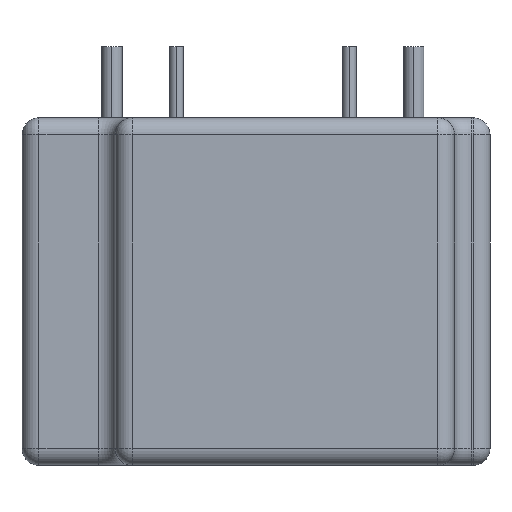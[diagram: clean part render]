
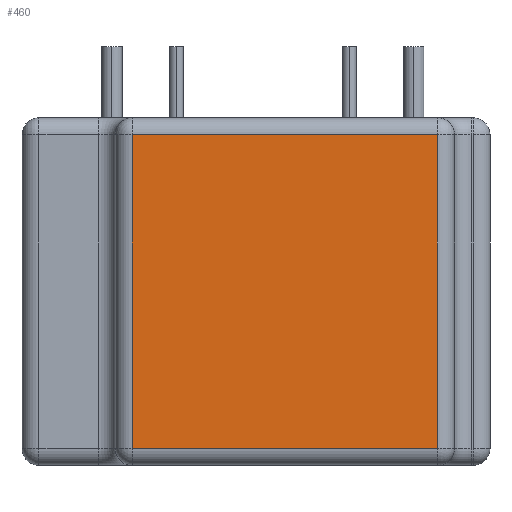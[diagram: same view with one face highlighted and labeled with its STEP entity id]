
A CAD part, left-side view. The second image highlights one B-rep face of the part: STEP entity #460.
In plain terms, the highlighted planar face has unit normal (-1, 0, 0).
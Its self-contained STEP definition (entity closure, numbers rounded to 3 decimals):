
#15 = ORIENTED_EDGE ( 'NONE', *, *, #588, .T. ) ;
#65 = CARTESIAN_POINT ( 'NONE',  ( -15., 22.1, 19.5 ) ) ;
#95 = LINE ( 'NONE', #749, #170 ) ;
#119 = DIRECTION ( 'NONE',  ( 0., 0., -1. ) ) ;
#137 = VERTEX_POINT ( 'NONE', #1433 ) ;
#170 = VECTOR ( 'NONE', #119, 1000. ) ;
#178 = ORIENTED_EDGE ( 'NONE', *, *, #1519, .T. ) ;
#288 = ORIENTED_EDGE ( 'NONE', *, *, #913, .T. ) ;
#306 = LINE ( 'NONE', #65, #1296 ) ;
#317 = DIRECTION ( 'NONE',  ( 0., -1., 0. ) ) ;
#332 = ORIENTED_EDGE ( 'NONE', *, *, #923, .T. ) ;
#411 = AXIS2_PLACEMENT_3D ( 'NONE', #1379, #1485, #1612 ) ;
#452 = LINE ( 'NONE', #790, #943 ) ;
#460 = ADVANCED_FACE ( 'NONE', ( #1003 ), #1479, .F. ) ;
#469 = VERTEX_POINT ( 'NONE', #1514 ) ;
#588 = EDGE_CURVE ( 'NONE', #1611, #469, #1425, .T. ) ;
#684 = CARTESIAN_POINT ( 'NONE',  ( -15., 3.1, 20.5 ) ) ;
#749 = CARTESIAN_POINT ( 'NONE',  ( -15., 21.1, 20.5 ) ) ;
#790 = CARTESIAN_POINT ( 'NONE',  ( -15., 22.1, 1. ) ) ;
#880 = CARTESIAN_POINT ( 'NONE',  ( -15., 21.1, 1. ) ) ;
#910 = DIRECTION ( 'NONE',  ( 0., 0., 1. ) ) ;
#913 = EDGE_CURVE ( 'NONE', #469, #137, #306, .T. ) ;
#923 = EDGE_CURVE ( 'NONE', #1047, #1611, #452, .T. ) ;
#943 = VECTOR ( 'NONE', #317, 1000. ) ;
#1003 = FACE_OUTER_BOUND ( 'NONE', #1454, .T. ) ;
#1047 = VERTEX_POINT ( 'NONE', #880 ) ;
#1184 = CARTESIAN_POINT ( 'NONE',  ( -15., 3.1, 1. ) ) ;
#1296 = VECTOR ( 'NONE', #1570, 1000. ) ;
#1379 = CARTESIAN_POINT ( 'NONE',  ( -15., 22.1, 20.5 ) ) ;
#1425 = LINE ( 'NONE', #684, #1449 ) ;
#1433 = CARTESIAN_POINT ( 'NONE',  ( -15., 21.1, 19.5 ) ) ;
#1449 = VECTOR ( 'NONE', #910, 1000. ) ;
#1454 = EDGE_LOOP ( 'NONE', ( #15, #288, #178, #332 ) ) ;
#1479 = PLANE ( 'NONE',  #411 ) ;
#1485 = DIRECTION ( 'NONE',  ( 1., 0., 0. ) ) ;
#1514 = CARTESIAN_POINT ( 'NONE',  ( -15., 3.1, 19.5 ) ) ;
#1519 = EDGE_CURVE ( 'NONE', #137, #1047, #95, .T. ) ;
#1570 = DIRECTION ( 'NONE',  ( 0., 1., 0. ) ) ;
#1611 = VERTEX_POINT ( 'NONE', #1184 ) ;
#1612 = DIRECTION ( 'NONE',  ( 0., 1., 0. ) ) ;
